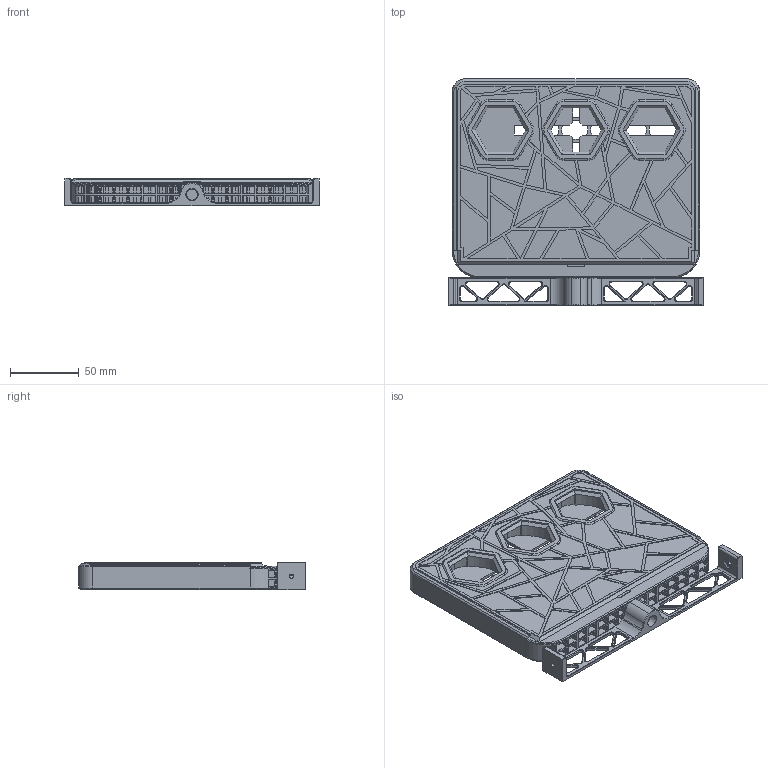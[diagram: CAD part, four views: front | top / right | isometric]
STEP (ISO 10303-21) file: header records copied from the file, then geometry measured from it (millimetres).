
FILE_DESCRIPTION(/* description */ (''),/* implementation_level */ '2;1');
FILE_NAME(/* name */ 'THE_FILTER_FYSETC_EDITION v3.step',/* time_stamp */ '2022-12-24T18:03:05-08:00',/* author */ (''),/* organization */ (''),/* preprocessor_version */ 'ST-DEVELOPER v19.2',/* originating_system */ 'Autodesk Translation Framework v11.17.0.187',/* authorisation */ '');
FILE_SCHEMA (('AUTOMOTIVE_DESIGN { 1 0 10303 214 3 1 1 }'));
Length unit declared in the file: millimetre
Products named in the file (4): THE_FILTER_FYSETC_EDITION; Filter Body; Filter lid; mounting bracket
Assembly tree (3 placements, depth 2):
  THE_FILTER_FYSETC_EDITION
    Filter Body
    Filter lid
    mounting bracket
Bounding box: 184.5 x 164.64 x 20.25 mm (x, y, z)
Volume: 195441.2 mm3; surface area: 154851.8 mm2
Topology: 3 solids, 3 shells, 1280 faces, 3616 edges, 2304 vertices
Faces by surface type: plane 1023, cylinder 154, cone 85, torus 18
Full cylindrical faces by diameter (mm): 3 x5, 3.1 x2, 6 x2, 8 x1, 9 x1, 10.2 x1, 10.5 x1, 12.3 x1
Entity records: 41196 total; most frequent: CARTESIAN_POINT 7373, ORIENTED_EDGE 7232, DIRECTION 6623, EDGE_CURVE 3616, LINE 3063, VECTOR 3063, VERTEX_POINT 2304, AXIS2_PLACEMENT_3D 1780
